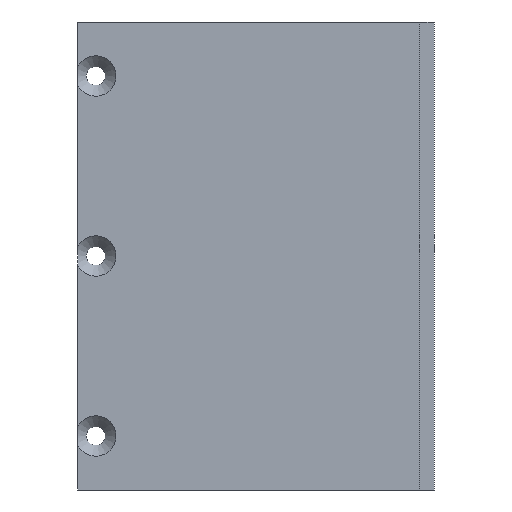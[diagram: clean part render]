
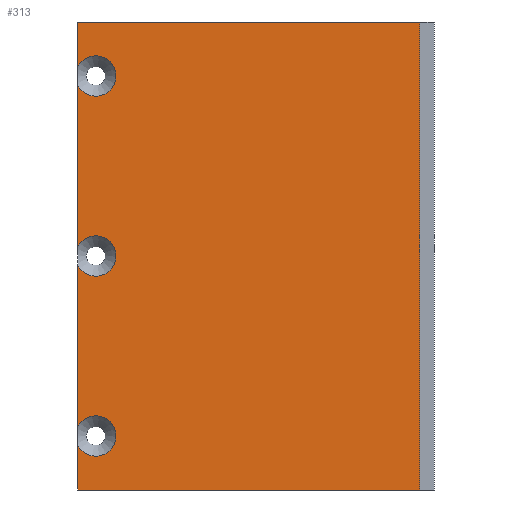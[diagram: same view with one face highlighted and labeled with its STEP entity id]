
A CAD part, left-side view. The second image highlights one B-rep face of the part: STEP entity #313.
In plain terms, the highlighted planar face has unit normal (-1, 0, 0).
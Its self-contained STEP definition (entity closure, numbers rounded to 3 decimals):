
#39=LINE('',#471,#67);
#42=LINE('',#476,#70);
#45=LINE('',#482,#73);
#46=LINE('',#484,#74);
#47=LINE('',#488,#75);
#48=LINE('',#492,#76);
#49=LINE('',#495,#77);
#67=VECTOR('',#384,10.);
#70=VECTOR('',#389,10.);
#73=VECTOR('',#394,10.);
#74=VECTOR('',#395,10.);
#75=VECTOR('',#398,10.);
#76=VECTOR('',#401,10.);
#77=VECTOR('',#404,10.);
#93=FACE_OUTER_BOUND('',#109,.T.);
#109=EDGE_LOOP('',(#228,#229,#230,#231,#232,#233,#234,#235,#236,#237));
#125=CIRCLE('',#345,2.8);
#126=CIRCLE('',#346,2.8);
#127=CIRCLE('',#347,2.8);
#142=VERTEX_POINT('',#469);
#143=VERTEX_POINT('',#470);
#144=VERTEX_POINT('',#475);
#146=VERTEX_POINT('',#481);
#147=VERTEX_POINT('',#483);
#148=VERTEX_POINT('',#485);
#149=VERTEX_POINT('',#487);
#150=VERTEX_POINT('',#489);
#151=VERTEX_POINT('',#491);
#152=VERTEX_POINT('',#493);
#172=EDGE_CURVE('',#142,#143,#39,.T.);
#175=EDGE_CURVE('',#144,#142,#42,.T.);
#178=EDGE_CURVE('',#146,#143,#45,.T.);
#179=EDGE_CURVE('',#147,#146,#46,.T.);
#180=EDGE_CURVE('',#148,#147,#125,.T.);
#181=EDGE_CURVE('',#149,#148,#47,.T.);
#182=EDGE_CURVE('',#150,#149,#126,.T.);
#183=EDGE_CURVE('',#151,#150,#48,.T.);
#184=EDGE_CURVE('',#152,#151,#127,.T.);
#185=EDGE_CURVE('',#144,#152,#49,.T.);
#228=ORIENTED_EDGE('',*,*,#172,.T.);
#229=ORIENTED_EDGE('',*,*,#178,.F.);
#230=ORIENTED_EDGE('',*,*,#179,.F.);
#231=ORIENTED_EDGE('',*,*,#180,.F.);
#232=ORIENTED_EDGE('',*,*,#181,.F.);
#233=ORIENTED_EDGE('',*,*,#182,.F.);
#234=ORIENTED_EDGE('',*,*,#183,.F.);
#235=ORIENTED_EDGE('',*,*,#184,.F.);
#236=ORIENTED_EDGE('',*,*,#185,.F.);
#237=ORIENTED_EDGE('',*,*,#175,.T.);
#304=PLANE('',#344);
#313=ADVANCED_FACE('',(#93),#304,.T.);
#344=AXIS2_PLACEMENT_3D('',#480,#392,#393);
#345=AXIS2_PLACEMENT_3D('',#486,#396,#397);
#346=AXIS2_PLACEMENT_3D('',#490,#399,#400);
#347=AXIS2_PLACEMENT_3D('',#494,#402,#403);
#384=DIRECTION('',(0.,0.,1.));
#389=DIRECTION('',(0.,-1.,0.));
#392=DIRECTION('center_axis',(-1.,0.,0.));
#393=DIRECTION('ref_axis',(0.,-1.,0.));
#394=DIRECTION('',(0.,-1.,0.));
#395=DIRECTION('',(0.,0.,1.));
#396=DIRECTION('center_axis',(-1.,0.,0.));
#397=DIRECTION('ref_axis',(0.,-1.,0.));
#398=DIRECTION('',(0.,0.,1.));
#399=DIRECTION('center_axis',(-1.,0.,0.));
#400=DIRECTION('ref_axis',(0.,-1.,0.));
#401=DIRECTION('',(0.,0.,1.));
#402=DIRECTION('center_axis',(-1.,0.,0.));
#403=DIRECTION('ref_axis',(0.,-1.,0.));
#404=DIRECTION('',(0.,0.,1.));
#469=CARTESIAN_POINT('',(-80.9,82.5,310.));
#470=CARTESIAN_POINT('',(-80.9,82.5,375.));
#471=CARTESIAN_POINT('',(-80.9,82.5,342.45));
#475=CARTESIAN_POINT('',(-80.9,130.,310.));
#476=CARTESIAN_POINT('',(-80.9,130.,310.));
#480=CARTESIAN_POINT('Origin',(-80.9,130.,310.));
#481=CARTESIAN_POINT('',(-80.9,130.,375.));
#482=CARTESIAN_POINT('',(-80.9,130.,375.));
#483=CARTESIAN_POINT('',(-80.9,130.,368.761));
#484=CARTESIAN_POINT('',(-80.9,130.,310.));
#485=CARTESIAN_POINT('',(-80.9,130.,366.239));
#486=CARTESIAN_POINT('Origin',(-80.9,127.5,367.5));
#487=CARTESIAN_POINT('',(-80.9,130.,343.761));
#488=CARTESIAN_POINT('',(-80.9,130.,310.));
#489=CARTESIAN_POINT('',(-80.9,130.,341.239));
#490=CARTESIAN_POINT('Origin',(-80.9,127.5,342.5));
#491=CARTESIAN_POINT('',(-80.9,130.,318.761));
#492=CARTESIAN_POINT('',(-80.9,130.,310.));
#493=CARTESIAN_POINT('',(-80.9,130.,316.239));
#494=CARTESIAN_POINT('Origin',(-80.9,127.5,317.5));
#495=CARTESIAN_POINT('',(-80.9,130.,310.));
